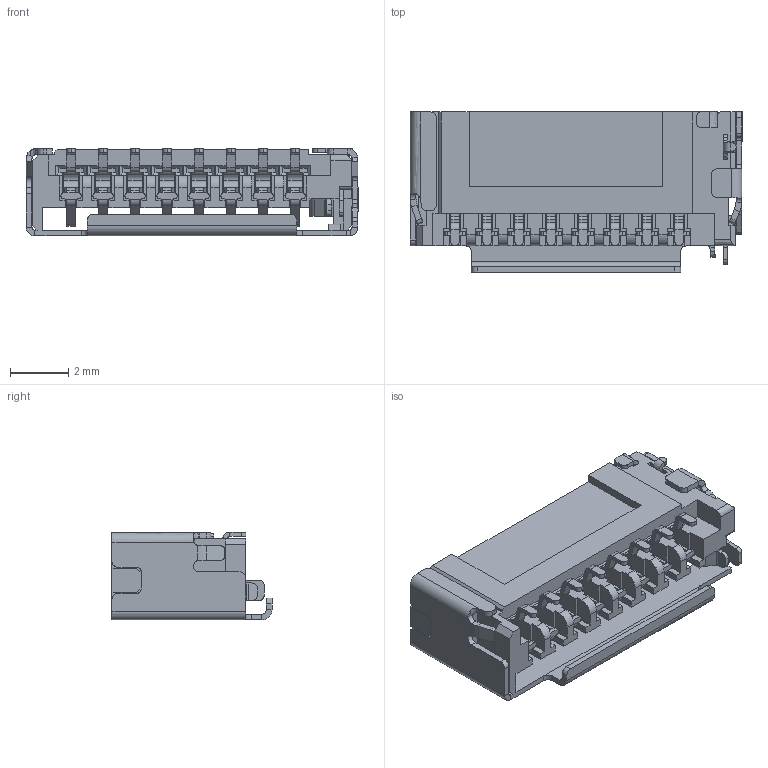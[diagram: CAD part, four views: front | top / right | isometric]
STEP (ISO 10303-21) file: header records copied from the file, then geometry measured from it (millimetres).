
FILE_DESCRIPTION (( 'STEP AP203' ), '1' );
FILE_NAME ('LCK-TF-027H30008-WLG.STEP', '2025-08-29T15:18:06', ( 'admin' ), ( '' ), 'SwSTEP 2.0', 'SolidWorks 2022', '' );
FILE_SCHEMA (( 'CONFIG_CONTROL_DESIGN' ));
Length unit declared in the file: millimetre
Products named in the file (1): LCK-TF-027H30008-WLG
Bounding box: 11.41 x 5.5 x 3.02 mm (x, y, z)
Volume: 75.9 mm3; surface area: 509.1 mm2
Topology: 1 solids, 24 shells, 1330 faces, 3517 edges, 2183 vertices
Faces by surface type: bspline 1330
Entity records: 42002 total; most frequent: CARTESIAN_POINT 13140, ORIENTED_EDGE 7034, DIRECTION 4185, EDGE_CURVE 3517, VECTOR 2587, LINE 2587, VERTEX_POINT 2183, EDGE_LOOP 1338
